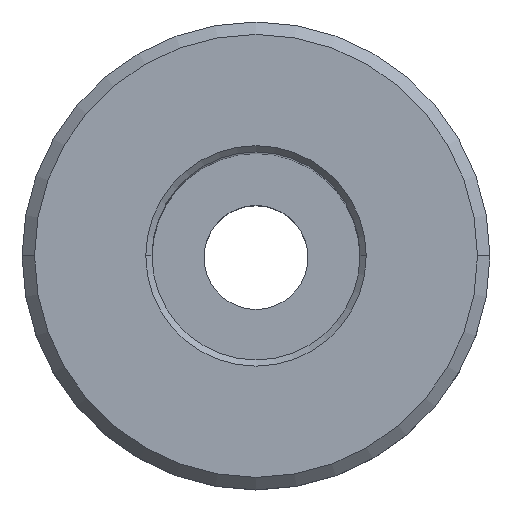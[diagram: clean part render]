
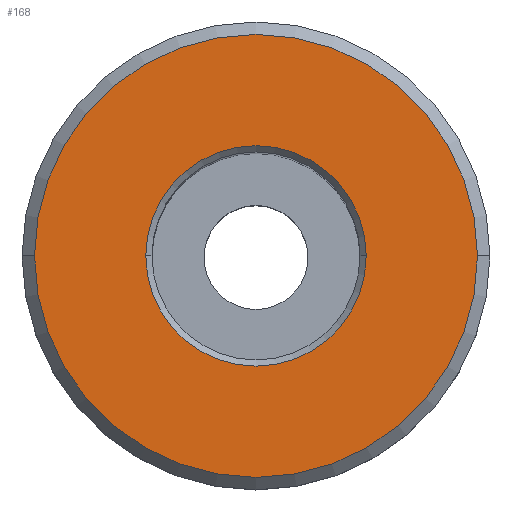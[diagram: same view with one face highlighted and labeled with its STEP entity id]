
A CAD part, top view. The second image highlights one B-rep face of the part: STEP entity #168.
In plain terms, the highlighted planar face has unit normal (0, 0, 1).
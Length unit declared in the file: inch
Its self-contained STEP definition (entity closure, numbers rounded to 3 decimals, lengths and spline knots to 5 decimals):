
#7 = VERTEX_POINT ( 'NONE', #1033 ) ;
#45 = FACE_BOUND ( 'NONE', #419, .T. ) ;
#63 = EDGE_CURVE ( 'NONE', #806, #1015, #1013, .T. ) ;
#121 = FACE_OUTER_BOUND ( 'NONE', #1068, .T. ) ;
#168 = ADVANCED_FACE ( 'NONE', ( #121, #45 ), #716, .F. ) ;
#189 = CARTESIAN_POINT ( 'NONE',  ( 0., 0., 0. ) ) ;
#248 = CIRCLE ( 'NONE', #916, 0.5325 ) ;
#260 = DIRECTION ( 'NONE',  ( -1., 0., 0. ) ) ;
#261 = ORIENTED_EDGE ( 'NONE', *, *, #879, .T. ) ;
#301 = CIRCLE ( 'NONE', #727, 0.265 ) ;
#305 = ORIENTED_EDGE ( 'NONE', *, *, #435, .T. ) ;
#363 = ORIENTED_EDGE ( 'NONE', *, *, #469, .T. ) ;
#376 = CARTESIAN_POINT ( 'NONE',  ( 0., 0., 0. ) ) ;
#378 = CARTESIAN_POINT ( 'NONE',  ( 0., 0., 0. ) ) ;
#419 = EDGE_LOOP ( 'NONE', ( #1022, #261 ) ) ;
#435 = EDGE_CURVE ( 'NONE', #734, #7, #248, .T. ) ;
#458 = DIRECTION ( 'NONE',  ( -1., 0., 0. ) ) ;
#462 = DIRECTION ( 'NONE',  ( 0., 0., -1. ) ) ;
#469 = EDGE_CURVE ( 'NONE', #7, #734, #945, .T. ) ;
#594 = DIRECTION ( 'NONE',  ( 0., 0., 1. ) ) ;
#672 = AXIS2_PLACEMENT_3D ( 'NONE', #681, #1010, #260 ) ;
#676 = CARTESIAN_POINT ( 'NONE',  ( 0.265, 0., 0. ) ) ;
#681 = CARTESIAN_POINT ( 'NONE',  ( 0., 0., 0. ) ) ;
#711 = DIRECTION ( 'NONE',  ( 0., 0., -1. ) ) ;
#716 = PLANE ( 'NONE',  #1049 ) ;
#718 = DIRECTION ( 'NONE',  ( 0., 0., -1. ) ) ;
#727 = AXIS2_PLACEMENT_3D ( 'NONE', #378, #718, #1036 ) ;
#734 = VERTEX_POINT ( 'NONE', #908 ) ;
#806 = VERTEX_POINT ( 'NONE', #676 ) ;
#879 = EDGE_CURVE ( 'NONE', #1015, #806, #301, .T. ) ;
#896 = CARTESIAN_POINT ( 'NONE',  ( -0.265, 0., 0. ) ) ;
#908 = CARTESIAN_POINT ( 'NONE',  ( 0.5325, 0., 0. ) ) ;
#916 = AXIS2_PLACEMENT_3D ( 'NONE', #189, #594, #924 ) ;
#924 = DIRECTION ( 'NONE',  ( -1., 0., 0. ) ) ;
#945 = CIRCLE ( 'NONE', #672, 0.5325 ) ;
#957 = CARTESIAN_POINT ( 'NONE',  ( 0., 0.5625, 0. ) ) ;
#980 = AXIS2_PLACEMENT_3D ( 'NONE', #376, #462, #458 ) ;
#1010 = DIRECTION ( 'NONE',  ( 0., 0., 1. ) ) ;
#1013 = CIRCLE ( 'NONE', #980, 0.265 ) ;
#1015 = VERTEX_POINT ( 'NONE', #896 ) ;
#1022 = ORIENTED_EDGE ( 'NONE', *, *, #63, .T. ) ;
#1033 = CARTESIAN_POINT ( 'NONE',  ( -0.5325, 0., 0. ) ) ;
#1036 = DIRECTION ( 'NONE',  ( -1., 0., 0. ) ) ;
#1038 = DIRECTION ( 'NONE',  ( -1., 0., 0. ) ) ;
#1049 = AXIS2_PLACEMENT_3D ( 'NONE', #957, #711, #1038 ) ;
#1068 = EDGE_LOOP ( 'NONE', ( #363, #305 ) ) ;
